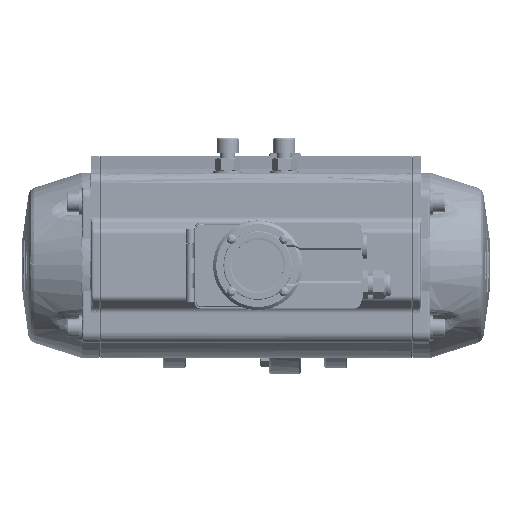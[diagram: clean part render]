
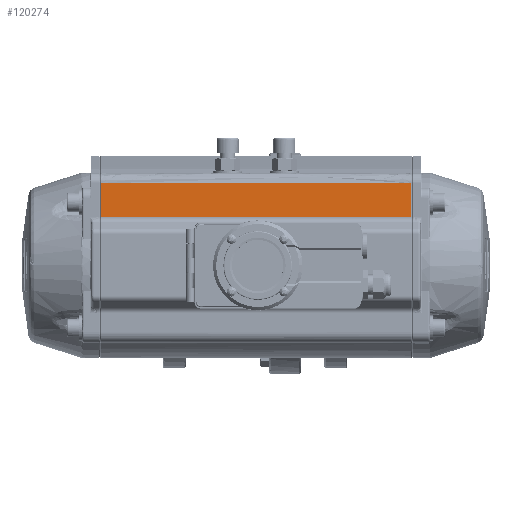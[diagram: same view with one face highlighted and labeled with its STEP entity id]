
A CAD part, top view. The second image highlights one B-rep face of the part: STEP entity #120274.
In plain terms, the highlighted free-form (B-spline) face has degree [1, 1] with [2, 2] control points.
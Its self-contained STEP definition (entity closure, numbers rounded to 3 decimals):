
#118973 = CARTESIAN_POINT ('', (152.841, 75.711, 387.903));
#118974 = VERTEX_POINT ('', #118973);
#119000 = CARTESIAN_POINT ('', (152.841, 43.514, 387.903));
#119001 = VERTEX_POINT ('', #119000);
#119009 = CARTESIAN_POINT ('', (152.841, 75.711, 387.903));
#119010 = CARTESIAN_POINT ('', (152.841, 43.514, 387.903));
#119011 = B_SPLINE_CURVE_WITH_KNOTS ('', 1, (#119009, #119010), .UNSPECIFIED., .F., .U., (2, 2), (0., 1.), .UNSPECIFIED.);
#119012 = EDGE_CURVE ('', #118974, #119001, #119011, .T.);
#120229 = CARTESIAN_POINT ('', (-143.159, 43.514, 387.903));
#120230 = VERTEX_POINT ('', #120229);
#120231 = CARTESIAN_POINT ('', (-143.159, 43.514, 387.903));
#120232 = CARTESIAN_POINT ('', (152.841, 43.514, 387.903));
#120233 = B_SPLINE_CURVE_WITH_KNOTS ('', 1, (#120231, #120232), .UNSPECIFIED., .F., .U., (2, 2), (0., 1.), .UNSPECIFIED.);
#120234 = EDGE_CURVE ('', #120230, #119001, #120233, .T.);
#120253 = ORIENTED_EDGE ('', *, *, #119012, .F.);
#120254 = CARTESIAN_POINT ('', (-143.159, 75.711, 387.903));
#120255 = VERTEX_POINT ('', #120254);
#120256 = CARTESIAN_POINT ('', (-143.159, 75.711, 387.903));
#120257 = CARTESIAN_POINT ('', (152.841, 75.711, 387.903));
#120258 = B_SPLINE_CURVE_WITH_KNOTS ('', 1, (#120256, #120257), .UNSPECIFIED., .F., .U., (2, 2), (0., 1.), .UNSPECIFIED.);
#120259 = EDGE_CURVE ('', #120255, #118974, #120258, .T.);
#120260 = ORIENTED_EDGE ('', *, *, #120259, .F.);
#120261 = CARTESIAN_POINT ('', (-143.159, 43.514, 387.903));
#120262 = CARTESIAN_POINT ('', (-143.159, 75.711, 387.903));
#120263 = B_SPLINE_CURVE_WITH_KNOTS ('', 1, (#120261, #120262), .UNSPECIFIED., .F., .U., (2, 2), (0., 1.), .UNSPECIFIED.);
#120264 = EDGE_CURVE ('', #120230, #120255, #120263, .T.);
#120265 = ORIENTED_EDGE ('', *, *, #120264, .F.);
#120266 = ORIENTED_EDGE ('', *, *, #120234, .T.);
#120267 = EDGE_LOOP ('', (#120253, #120260, #120265, #120266));
#120268 = FACE_OUTER_BOUND ('', #120267, .T.);
#120269 = CARTESIAN_POINT ('', (-143.159, 75.711, 387.903));
#120270 = CARTESIAN_POINT ('', (152.841, 75.711, 387.903));
#120271 = CARTESIAN_POINT ('', (-143.159, 43.514, 387.903));
#120272 = CARTESIAN_POINT ('', (152.841, 43.514, 387.903));
#120273 = B_SPLINE_SURFACE_WITH_KNOTS ('', 1, 1, ((#120269, #120270), (#120271, #120272)), .UNSPECIFIED., .F., .F., .U., (2, 2), (2, 2), (0., 32.198), (-297., -1.), .UNSPECIFIED.);
#120274 = ADVANCED_FACE ('', (#120268), #120273, .T.);
